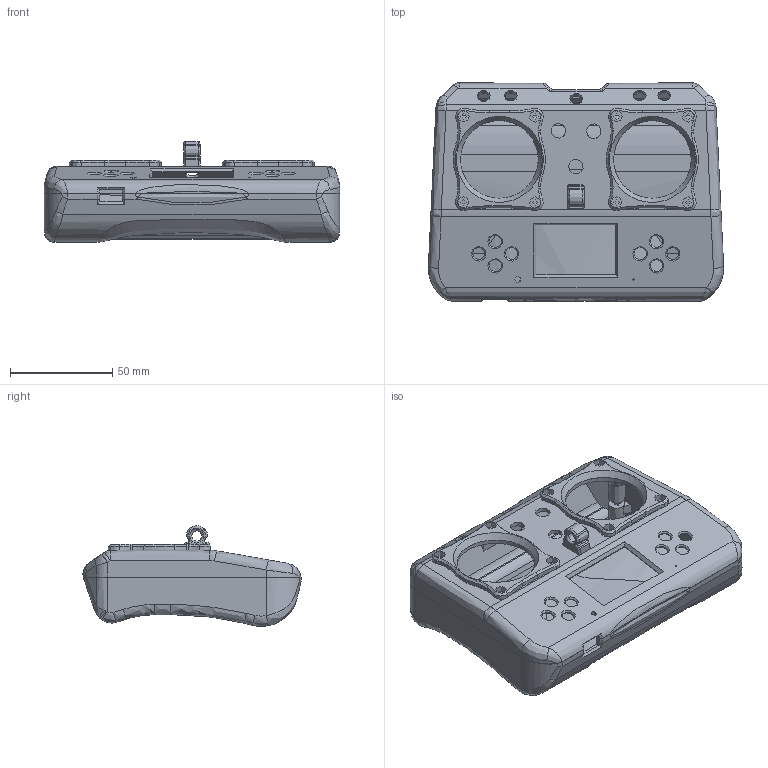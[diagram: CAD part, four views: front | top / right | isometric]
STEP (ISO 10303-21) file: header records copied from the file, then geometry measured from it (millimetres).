
FILE_DESCRIPTION(/* description */ (''),/* implementation_level */ '2;1');
FILE_NAME(/* name */ '控壳 v3.step',/* time_stamp */ '2019-01-10T13:34:31+08:00',/* author */ ('474767954'),/* organization */ (''),/* preprocessor_version */ 'ST-DEVELOPER v17.2',/* originating_system */ 'Autodesk Translation Framework v7.6.0.251',/* authorisation */ '');
FILE_SCHEMA (('AUTOMOTIVE_DESIGN { 1 0 10303 214 3 1 1 }'));
Length unit declared in the file: millimetre
Products named in the file (3): 控壳; dike (2); mianke
Assembly tree (2 placements, depth 2):
  控壳
    dike (2)
    mianke
Bounding box: 144.23 x 106.67 x 49.15 mm (x, y, z)
Volume: 87115.3 mm3; surface area: 83782.2 mm2
Topology: 5 solids, 5 shells, 608 faces, 1586 edges, 989 vertices
Faces by surface type: plane 201, cylinder 172, bspline 147, cone 76, torus 12
Full cylindrical faces by diameter (mm): 1 x1, 2.8 x8, 3.1 x1, 3.2 x12, 5 x1, 5.4 x8, 5.5 x4, 6 x1, 6.2 x8, 6.4 x5, 7.2 x3, 8 x12, 38 x2
Entity records: 30018 total; most frequent: CARTESIAN_POINT 15632, ORIENTED_EDGE 3166, DIRECTION 2655, EDGE_CURVE 1583, VERTEX_POINT 992, AXIS2_PLACEMENT_3D 956, LINE 743, VECTOR 743
